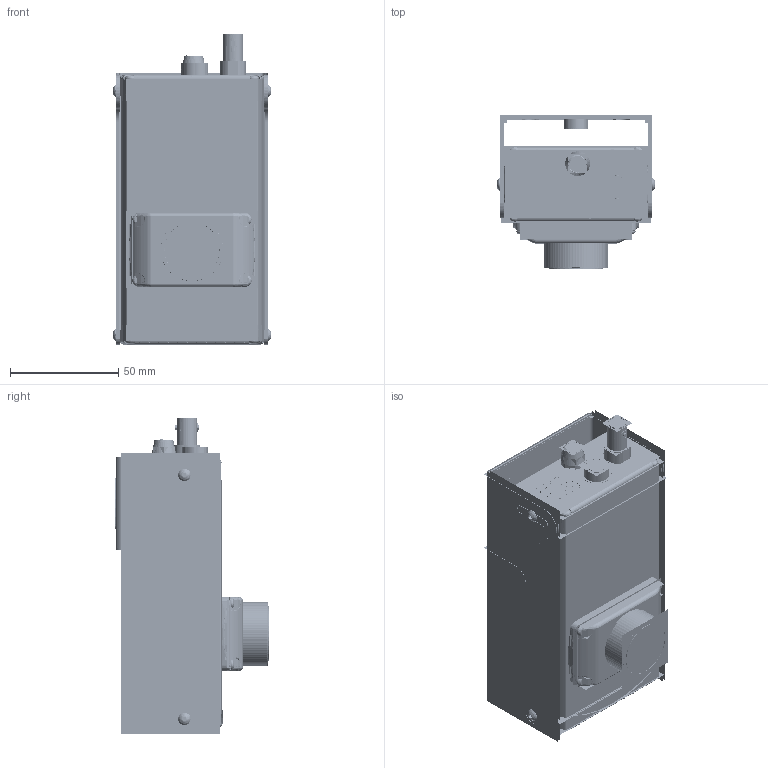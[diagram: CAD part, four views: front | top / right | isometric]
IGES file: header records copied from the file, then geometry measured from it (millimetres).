
Start section:  PTC IGES file: 193986.igs
Global section: file name: 193986.igs; native system: Creo Parametric by Parametric Technology Corporation; preprocessor: 2016010; author: PDMAdmin; organization: Unknown; date: 20160520.145704; units: millimetre
Bounding box: 73.33 x 70.61 x 145.78 mm (x, y, z)
Volume: 85414.7 mm3; surface area: 700066.5 mm2
Topology: 36 solids, 59 shells, 4642 faces, 23947 edges, 30518 vertices
Faces by surface type: revolution 2630, bspline 1996, extrusion 16
